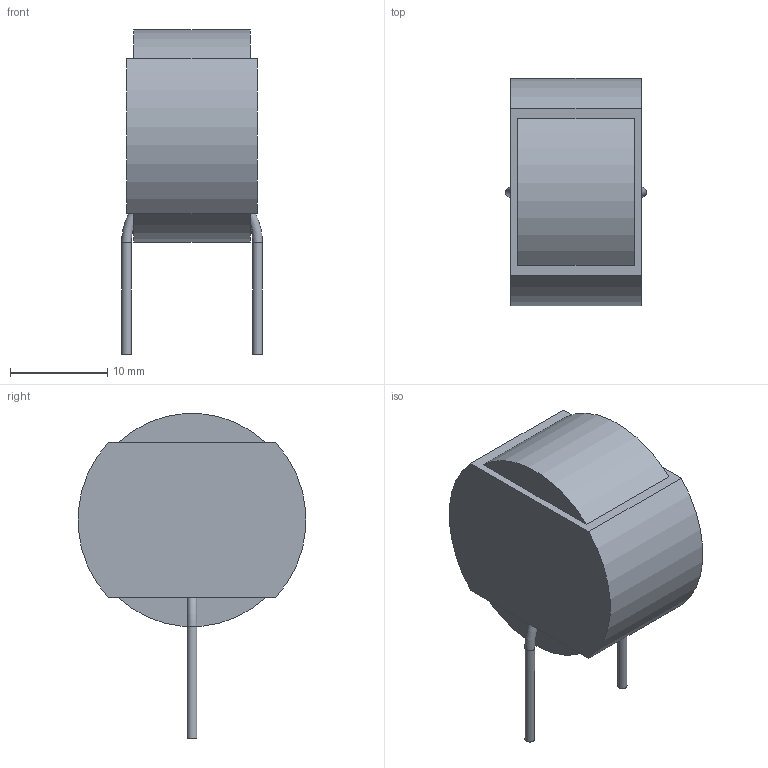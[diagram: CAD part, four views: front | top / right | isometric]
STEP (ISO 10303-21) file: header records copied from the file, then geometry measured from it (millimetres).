
FILE_DESCRIPTION(/* description */ (''),/* implementation_level */ '2;1');
FILE_NAME(/* name */ 'SOREDE SRT1808FL681NB v4.step',/* time_stamp */ '2025-07-19T13:16:43-04:00',/* author */ (''),/* organization */ (''),/* preprocessor_version */ 'ST-DEVELOPER v20.1',/* originating_system */ 'Autodesk Translation Framework v14.10.0.0',/* authorisation */ '');
FILE_SCHEMA (('AUTOMOTIVE_DESIGN { 1 0 10303 214 3 1 1 }'));
Length unit declared in the file: millimetre
Products named in the file (1): SOREDE SRT1808FL681NB
Bounding box: 14.5 x 23.42 x 33.46 mm (x, y, z)
Volume: 3007.6 mm3; surface area: 2883.6 mm2
Topology: 1 solids, 2 shells, 21 faces, 49 edges, 32 vertices
Faces by surface type: plane 12, cylinder 7, torus 2
Full cylindrical faces by diameter (mm): 1 x2, 16 x1
Entity records: 746 total; most frequent: CARTESIAN_POINT 175, DIRECTION 107, ORIENTED_EDGE 98, EDGE_CURVE 49, AXIS2_PLACEMENT_3D 42, VERTEX_POINT 32, LINE 23, VECTOR 23
